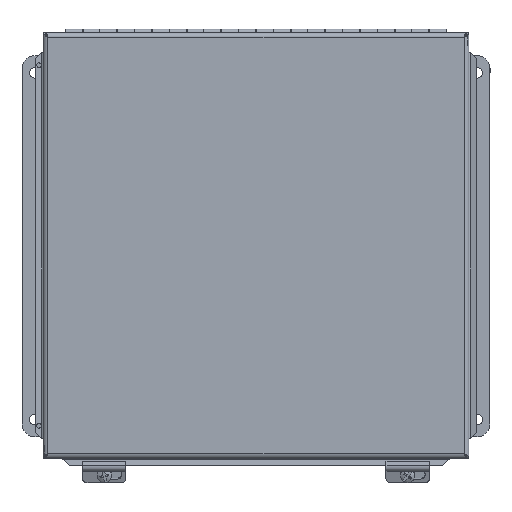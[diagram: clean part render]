
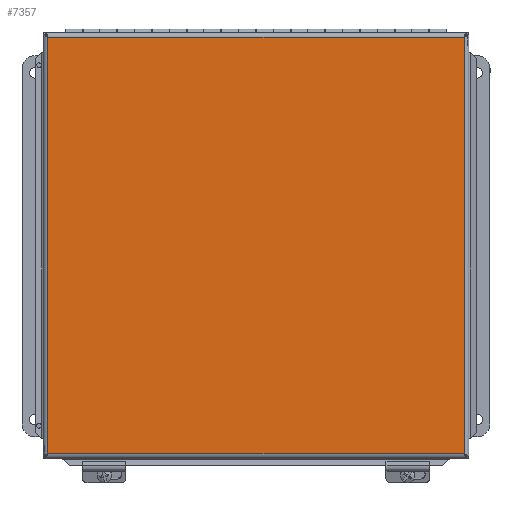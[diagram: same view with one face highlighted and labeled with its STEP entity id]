
A CAD part, top view. The second image highlights one B-rep face of the part: STEP entity #7357.
In plain terms, the highlighted planar face has unit normal (0, 0, 1).
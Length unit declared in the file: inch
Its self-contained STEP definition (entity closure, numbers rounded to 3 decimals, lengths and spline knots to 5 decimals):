
#730=FACE_OUTER_BOUND('',#1141,.T.);
#1141=EDGE_LOOP('',(#5219,#5220,#5221,#5222));
#1578=LINE('',#10829,#2328);
#1618=LINE('',#11097,#2368);
#1721=LINE('',#11497,#2471);
#1722=LINE('',#11499,#2472);
#2328=VECTOR('',#8603,0.3937);
#2368=VECTOR('',#8667,0.3937);
#2471=VECTOR('',#8938,0.3937);
#2472=VECTOR('',#8941,0.3937);
#3013=VERTEX_POINT('',#10550);
#3044=VERTEX_POINT('',#10698);
#3072=VERTEX_POINT('',#10828);
#3092=VERTEX_POINT('',#11010);
#3736=EDGE_CURVE('',#3072,#3044,#1578,.T.);
#3787=EDGE_CURVE('',#3013,#3092,#1618,.T.);
#3920=EDGE_CURVE('',#3044,#3013,#1721,.T.);
#3921=EDGE_CURVE('',#3092,#3072,#1722,.T.);
#5219=ORIENTED_EDGE('',*,*,#3920,.T.);
#5220=ORIENTED_EDGE('',*,*,#3787,.T.);
#5221=ORIENTED_EDGE('',*,*,#3921,.T.);
#5222=ORIENTED_EDGE('',*,*,#3736,.T.);
#6775=PLANE('',#7993);
#7357=ADVANCED_FACE('',(#730),#6775,.T.);
#7993=AXIS2_PLACEMENT_3D('',#11500,#8942,#8943);
#8603=DIRECTION('',(0.,-1.,0.));
#8667=DIRECTION('',(0.,1.,0.));
#8938=DIRECTION('',(1.,0.,0.));
#8941=DIRECTION('',(-1.,0.,0.));
#8942=DIRECTION('center_axis',(0.,0.,1.));
#8943=DIRECTION('ref_axis',(1.,0.,0.));
#10550=CARTESIAN_POINT('',(6.0035,-6.0035,0.059));
#10698=CARTESIAN_POINT('',(-6.0035,-6.0035,0.059));
#10828=CARTESIAN_POINT('',(-6.0035,6.0035,0.059));
#10829=CARTESIAN_POINT('',(-6.0035,3.00175,0.059));
#11010=CARTESIAN_POINT('',(6.0035,6.0035,0.059));
#11097=CARTESIAN_POINT('',(6.0035,-3.00175,0.059));
#11497=CARTESIAN_POINT('',(-3.00175,-6.0035,0.059));
#11499=CARTESIAN_POINT('',(3.00175,6.0035,0.059));
#11500=CARTESIAN_POINT('Origin',(0.,0.,
0.059));
